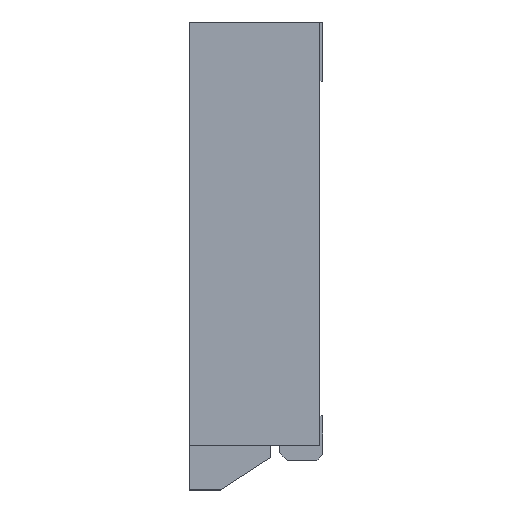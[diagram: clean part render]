
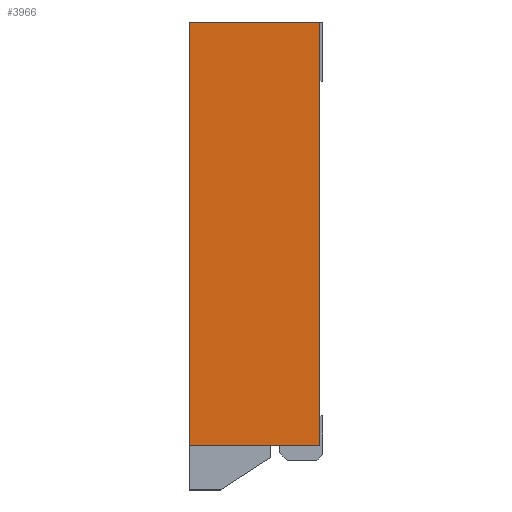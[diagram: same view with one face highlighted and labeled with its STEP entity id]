
A CAD part, left-side view. The second image highlights one B-rep face of the part: STEP entity #3966.
In plain terms, the highlighted planar face has unit normal (-1, 0, 0).
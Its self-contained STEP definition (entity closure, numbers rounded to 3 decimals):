
#3444 = CARTESIAN_POINT ( 'NONE',  ( -5.4, 0.9, 1.525 ) ) ;
#3701 = VECTOR ( 'NONE', #15362, 1000. ) ;
#3966 = ADVANCED_FACE ( 'NONE', ( #34568 ), #11156, .T. ) ;
#4048 = CARTESIAN_POINT ( 'NONE',  ( -5.4, 0.9, -1.325 ) ) ;
#4134 = VERTEX_POINT ( 'NONE', #3444 ) ;
#5376 = VECTOR ( 'NONE', #12351, 1000. ) ;
#7634 = DIRECTION ( 'NONE',  ( 0., 0., 1. ) ) ;
#7889 = EDGE_CURVE ( 'NONE', #28799, #11724, #12519, .T. ) ;
#8613 = DIRECTION ( 'NONE',  ( 0., 0., 1. ) ) ;
#9603 = CARTESIAN_POINT ( 'NONE',  ( -5.4, 0.02, 1.525 ) ) ;
#10097 = EDGE_LOOP ( 'NONE', ( #13632, #28204, #30106, #33121 ) ) ;
#11008 = LINE ( 'NONE', #17433, #3701 ) ;
#11156 = PLANE ( 'NONE',  #26640 ) ;
#11724 = VERTEX_POINT ( 'NONE', #9603 ) ;
#12351 = DIRECTION ( 'NONE',  ( 0., 0., -1. ) ) ;
#12519 = LINE ( 'NONE', #21817, #17292 ) ;
#13632 = ORIENTED_EDGE ( 'NONE', *, *, #23864, .F. ) ;
#14044 = CARTESIAN_POINT ( 'NONE',  ( -5.4, 0.9, 1.525 ) ) ;
#14180 = CARTESIAN_POINT ( 'NONE',  ( -5.4, 3.787, 1.525 ) ) ;
#14307 = DIRECTION ( 'NONE',  ( 0., -1., 0. ) ) ;
#15362 = DIRECTION ( 'NONE',  ( 0., -1., 0. ) ) ;
#17292 = VECTOR ( 'NONE', #7634, 1000. ) ;
#17433 = CARTESIAN_POINT ( 'NONE',  ( -5.4, 3.787, -1.325 ) ) ;
#18288 = LINE ( 'NONE', #31681, #5376 ) ;
#19003 = LINE ( 'NONE', #14180, #22082 ) ;
#20925 = CARTESIAN_POINT ( 'NONE',  ( -5.4, 0.02, -1.325 ) ) ;
#21817 = CARTESIAN_POINT ( 'NONE',  ( -5.4, 0.02, 1.525 ) ) ;
#22082 = VECTOR ( 'NONE', #14307, 1000. ) ;
#23864 = EDGE_CURVE ( 'NONE', #4134, #11724, #19003, .T. ) ;
#24064 = VERTEX_POINT ( 'NONE', #4048 ) ;
#25016 = EDGE_CURVE ( 'NONE', #24064, #28799, #11008, .T. ) ;
#26640 = AXIS2_PLACEMENT_3D ( 'NONE', #14044, #33112, #8613 ) ;
#27071 = EDGE_CURVE ( 'NONE', #4134, #24064, #18288, .T. ) ;
#28204 = ORIENTED_EDGE ( 'NONE', *, *, #27071, .T. ) ;
#28799 = VERTEX_POINT ( 'NONE', #20925 ) ;
#30106 = ORIENTED_EDGE ( 'NONE', *, *, #25016, .T. ) ;
#31681 = CARTESIAN_POINT ( 'NONE',  ( -5.4, 0.9, 1.525 ) ) ;
#33112 = DIRECTION ( 'NONE',  ( -1., 0., 0. ) ) ;
#33121 = ORIENTED_EDGE ( 'NONE', *, *, #7889, .T. ) ;
#34568 = FACE_OUTER_BOUND ( 'NONE', #10097, .T. ) ;
